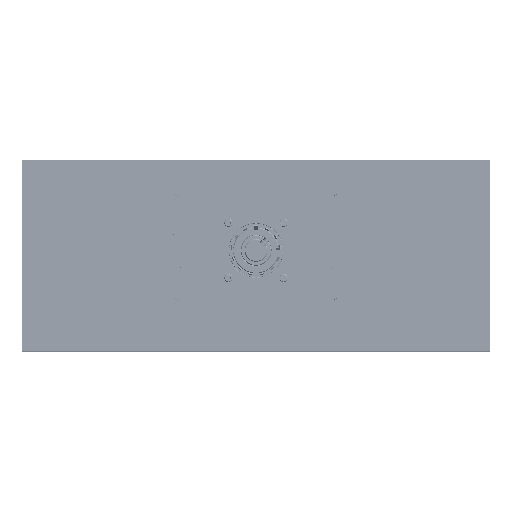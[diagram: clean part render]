
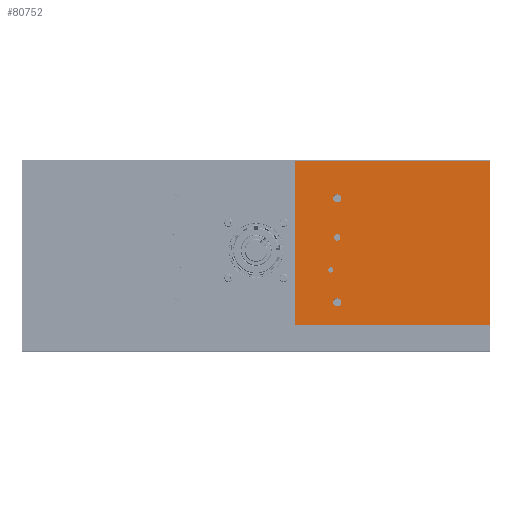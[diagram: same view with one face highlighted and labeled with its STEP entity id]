
A CAD part, top view. The second image highlights one B-rep face of the part: STEP entity #80752.
In plain terms, the highlighted planar face has unit normal (0, 0, 1).
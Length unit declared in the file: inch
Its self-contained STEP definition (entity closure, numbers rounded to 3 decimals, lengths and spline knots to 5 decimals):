
#3489 = AXIS2_PLACEMENT_3D ( 'NONE', #91350, #106906, #58402 ) ;
#4373 = CARTESIAN_POINT ( 'NONE',  ( 135., 6.3125, 1.75 ) ) ;
#10679 = ORIENTED_EDGE ( 'NONE', *, *, #102565, .F. ) ;
#12892 = AXIS2_PLACEMENT_3D ( 'NONE', #180912, #106995, #34175 ) ;
#23371 = CARTESIAN_POINT ( 'NONE',  ( 9., 6.3125, 1.75 ) ) ;
#23757 = EDGE_CURVE ( 'NONE', #169126, #37474, #46488, .T. ) ;
#26173 = EDGE_CURVE ( 'NONE', #66634, #132705, #46593, .T. ) ;
#28056 = PLANE ( 'NONE',  #153401 ) ;
#28499 = VERTEX_POINT ( 'NONE', #115943 ) ;
#29244 = EDGE_CURVE ( 'NONE', #37474, #169126, #186725, .T. ) ;
#34175 = DIRECTION ( 'NONE',  ( 1., 0., 0. ) ) ;
#36784 = ORIENTED_EDGE ( 'NONE', *, *, #72475, .F. ) ;
#37474 = VERTEX_POINT ( 'NONE', #128639 ) ;
#39468 = CIRCLE ( 'NONE', #173022, 0.1005 ) ;
#43431 = EDGE_CURVE ( 'NONE', #62081, #121374, #166800, .T. ) ;
#43680 = ORIENTED_EDGE ( 'NONE', *, *, #185060, .F. ) ;
#46488 = CIRCLE ( 'NONE', #133309, 0.125 ) ;
#46543 = LINE ( 'NONE', #119426, #164442 ) ;
#46593 = LINE ( 'NONE', #122309, #53647 ) ;
#49274 = AXIS2_PLACEMENT_3D ( 'NONE', #97698, #156990, #52075 ) ;
#50555 = DIRECTION ( 'NONE',  ( 1., 0., 0. ) ) ;
#51446 = CIRCLE ( 'NONE', #141460, 0.15625 ) ;
#52075 = DIRECTION ( 'NONE',  ( 1., 0., 0. ) ) ;
#53291 = ORIENTED_EDGE ( 'NONE', *, *, #77937, .T. ) ;
#53394 = CARTESIAN_POINT ( 'NONE',  ( 1.5, 6.3125, 1.75 ) ) ;
#53628 = CIRCLE ( 'NONE', #3489, 0.15625 ) ;
#53647 = VECTOR ( 'NONE', #135929, 39.37008 ) ;
#54611 = DIRECTION ( 'NONE',  ( 0., 0., 1. ) ) ;
#56051 = AXIS2_PLACEMENT_3D ( 'NONE', #125608, #126599, #97408 ) ;
#57333 = CARTESIAN_POINT ( 'NONE',  ( 3.28125, 4.875, 1.75 ) ) ;
#58402 = DIRECTION ( 'NONE',  ( 1., 0., 0. ) ) ;
#62064 = EDGE_LOOP ( 'NONE', ( #134749, #43680 ) ) ;
#62081 = VERTEX_POINT ( 'NONE', #23371 ) ;
#63919 = CARTESIAN_POINT ( 'NONE',  ( 3.125, 4.875, 1.75 ) ) ;
#64311 = VERTEX_POINT ( 'NONE', #91742 ) ;
#64315 = ORIENTED_EDGE ( 'NONE', *, *, #23757, .F. ) ;
#66437 = ORIENTED_EDGE ( 'NONE', *, *, #43431, .T. ) ;
#66634 = VERTEX_POINT ( 'NONE', #171713 ) ;
#68419 = EDGE_LOOP ( 'NONE', ( #106509, #161828, #53291, #66437 ) ) ;
#70685 = CARTESIAN_POINT ( 'NONE',  ( 2.96875, 4.875, 1.75 ) ) ;
#72475 = EDGE_CURVE ( 'NONE', #160350, #159575, #51446, .T. ) ;
#72682 = CARTESIAN_POINT ( 'NONE',  ( 2.7745, 2.125, 1.75 ) ) ;
#72988 = ORIENTED_EDGE ( 'NONE', *, *, #29244, .F. ) ;
#74626 = FACE_BOUND ( 'NONE', #149841, .T. ) ;
#76627 = DIRECTION ( 'NONE',  ( 0., 1., 0. ) ) ;
#77937 = EDGE_CURVE ( 'NONE', #66634, #62081, #105592, .T. ) ;
#78049 = EDGE_CURVE ( 'NONE', #28499, #138444, #164233, .T. ) ;
#80453 = DIRECTION ( 'NONE',  ( 1., 0., 0. ) ) ;
#80752 = ADVANCED_FACE ( 'NONE', ( #147494, #144642, #118405, #74626, #86297 ), #28056, .T. ) ;
#82830 = DIRECTION ( 'NONE',  ( 1., 0., 0. ) ) ;
#86297 = FACE_BOUND ( 'NONE', #62064, .T. ) ;
#87678 = DIRECTION ( 'NONE',  ( 0., 0., 1. ) ) ;
#88359 = EDGE_LOOP ( 'NONE', ( #141797, #91022 ) ) ;
#91022 = ORIENTED_EDGE ( 'NONE', *, *, #78049, .F. ) ;
#91350 = CARTESIAN_POINT ( 'NONE',  ( 3.125, 4.875, 1.75 ) ) ;
#91742 = CARTESIAN_POINT ( 'NONE',  ( 2.9755, 2.125, 1.75 ) ) ;
#95723 = VECTOR ( 'NONE', #151204, 39.37008 ) ;
#96517 = CIRCLE ( 'NONE', #12892, 0.1005 ) ;
#97408 = DIRECTION ( 'NONE',  ( 1., 0., 0. ) ) ;
#97698 = CARTESIAN_POINT ( 'NONE',  ( 3.125, 0.875, 1.75 ) ) ;
#100159 = VECTOR ( 'NONE', #122948, 39.37008 ) ;
#100389 = CARTESIAN_POINT ( 'NONE',  ( 2.875, 2.125, 1.75 ) ) ;
#102565 = EDGE_CURVE ( 'NONE', #159575, #160350, #53628, .T. ) ;
#102837 = DIRECTION ( 'NONE',  ( 0., 0., 1. ) ) ;
#105539 = EDGE_CURVE ( 'NONE', #132705, #121374, #46543, .T. ) ;
#105592 = LINE ( 'NONE', #119218, #95723 ) ;
#106169 = CARTESIAN_POINT ( 'NONE',  ( 1.5, 0., 1.75 ) ) ;
#106509 = ORIENTED_EDGE ( 'NONE', *, *, #105539, .F. ) ;
#106906 = DIRECTION ( 'NONE',  ( 0., 0., 1. ) ) ;
#106995 = DIRECTION ( 'NONE',  ( 0., 0., 1. ) ) ;
#113879 = VERTEX_POINT ( 'NONE', #72682 ) ;
#115943 = CARTESIAN_POINT ( 'NONE',  ( 2.96875, 0.875, 1.75 ) ) ;
#118405 = FACE_BOUND ( 'NONE', #88359, .T. ) ;
#119218 = CARTESIAN_POINT ( 'NONE',  ( 9., -0.1875, 1.75 ) ) ;
#119426 = CARTESIAN_POINT ( 'NONE',  ( 1.5, -1.125, 1.75 ) ) ;
#121374 = VERTEX_POINT ( 'NONE', #53394 ) ;
#122309 = CARTESIAN_POINT ( 'NONE',  ( -9.68207, 0., 1.75 ) ) ;
#122948 = DIRECTION ( 'NONE',  ( -1., 0., 0. ) ) ;
#123440 = CARTESIAN_POINT ( 'NONE',  ( 3.125, 3.375, 1.75 ) ) ;
#125608 = CARTESIAN_POINT ( 'NONE',  ( 3.125, 0.875, 1.75 ) ) ;
#126599 = DIRECTION ( 'NONE',  ( 0., 0., 1. ) ) ;
#128639 = CARTESIAN_POINT ( 'NONE',  ( 3., 3.375, 1.75 ) ) ;
#131478 = CARTESIAN_POINT ( 'NONE',  ( 3.28125, 0.875, 1.75 ) ) ;
#132705 = VERTEX_POINT ( 'NONE', #106169 ) ;
#133309 = AXIS2_PLACEMENT_3D ( 'NONE', #123440, #181809, #50555 ) ;
#134749 = ORIENTED_EDGE ( 'NONE', *, *, #155771, .F. ) ;
#135929 = DIRECTION ( 'NONE',  ( -1., 0., 0. ) ) ;
#138444 = VERTEX_POINT ( 'NONE', #131478 ) ;
#141460 = AXIS2_PLACEMENT_3D ( 'NONE', #63919, #153286, #80453 ) ;
#141797 = ORIENTED_EDGE ( 'NONE', *, *, #152522, .F. ) ;
#144642 = FACE_BOUND ( 'NONE', #151289, .T. ) ;
#146543 = CARTESIAN_POINT ( 'NONE',  ( 135., -0.1875, 1.75 ) ) ;
#147494 = FACE_OUTER_BOUND ( 'NONE', #68419, .T. ) ;
#148921 = CARTESIAN_POINT ( 'NONE',  ( 3.25, 3.375, 1.75 ) ) ;
#149841 = EDGE_LOOP ( 'NONE', ( #36784, #10679 ) ) ;
#151204 = DIRECTION ( 'NONE',  ( 0., 1., 0. ) ) ;
#151289 = EDGE_LOOP ( 'NONE', ( #64315, #72988 ) ) ;
#152522 = EDGE_CURVE ( 'NONE', #138444, #28499, #170893, .T. ) ;
#153286 = DIRECTION ( 'NONE',  ( 0., 0., 1. ) ) ;
#153401 = AXIS2_PLACEMENT_3D ( 'NONE', #146543, #102837, #162125 ) ;
#155771 = EDGE_CURVE ( 'NONE', #64311, #113879, #39468, .T. ) ;
#156990 = DIRECTION ( 'NONE',  ( 0., 0., 1. ) ) ;
#159575 = VERTEX_POINT ( 'NONE', #70685 ) ;
#160350 = VERTEX_POINT ( 'NONE', #57333 ) ;
#161828 = ORIENTED_EDGE ( 'NONE', *, *, #26173, .F. ) ;
#162125 = DIRECTION ( 'NONE',  ( 1., 0., 0. ) ) ;
#164233 = CIRCLE ( 'NONE', #49274, 0.15625 ) ;
#164442 = VECTOR ( 'NONE', #76627, 39.37008 ) ;
#166800 = LINE ( 'NONE', #4373, #100159 ) ;
#169126 = VERTEX_POINT ( 'NONE', #148921 ) ;
#170893 = CIRCLE ( 'NONE', #56051, 0.15625 ) ;
#171713 = CARTESIAN_POINT ( 'NONE',  ( 9., 0., 1.75 ) ) ;
#173022 = AXIS2_PLACEMENT_3D ( 'NONE', #100389, #87678, #187910 ) ;
#173296 = CARTESIAN_POINT ( 'NONE',  ( 3.125, 3.375, 1.75 ) ) ;
#180912 = CARTESIAN_POINT ( 'NONE',  ( 2.875, 2.125, 1.75 ) ) ;
#181809 = DIRECTION ( 'NONE',  ( 0., 0., 1. ) ) ;
#185060 = EDGE_CURVE ( 'NONE', #113879, #64311, #96517, .T. ) ;
#186725 = CIRCLE ( 'NONE', #189896, 0.125 ) ;
#187910 = DIRECTION ( 'NONE',  ( 1., 0., 0. ) ) ;
#189896 = AXIS2_PLACEMENT_3D ( 'NONE', #173296, #54611, #82830 ) ;
